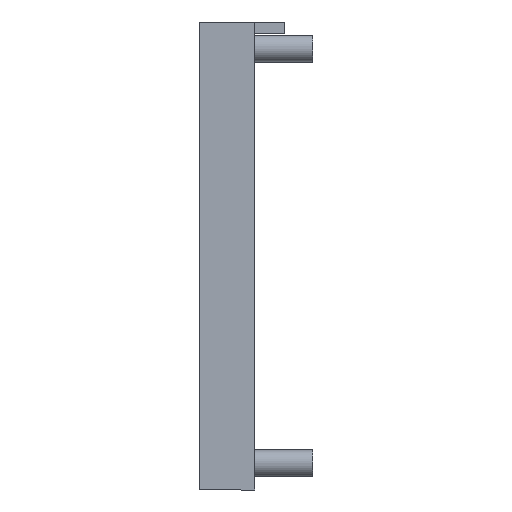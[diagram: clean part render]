
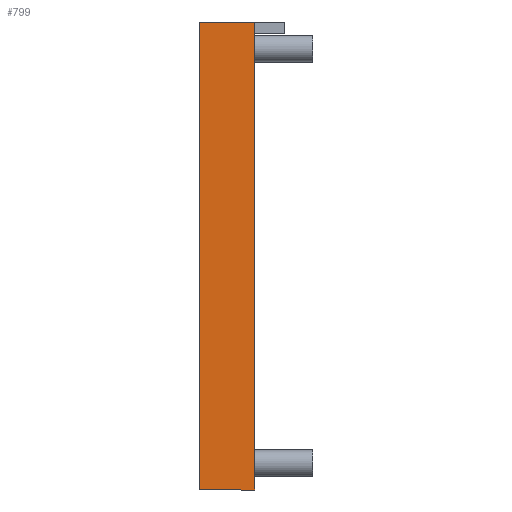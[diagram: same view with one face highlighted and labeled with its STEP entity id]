
A CAD part, left-side view. The second image highlights one B-rep face of the part: STEP entity #799.
In plain terms, the highlighted planar face has unit normal (-1, 0, 0).
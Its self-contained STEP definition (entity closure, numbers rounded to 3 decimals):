
#123 = LINE ( 'NONE', #1903, #3259 ) ;
#221 = ORIENTED_EDGE ( 'NONE', *, *, #1227, .T. ) ;
#225 = LINE ( 'NONE', #718, #2159 ) ;
#551 = CARTESIAN_POINT ( 'NONE',  ( -109.5, -10., 52.5 ) ) ;
#718 = CARTESIAN_POINT ( 'NONE',  ( -109.5, 2.5, -52.5 ) ) ;
#799 = ADVANCED_FACE ( 'NONE', ( #2508 ), #4720, .F. ) ;
#1032 = AXIS2_PLACEMENT_3D ( 'NONE', #3340, #3370, #5656 ) ;
#1067 = ORIENTED_EDGE ( 'NONE', *, *, #1090, .F. ) ;
#1090 = EDGE_CURVE ( 'NONE', #1123, #3741, #5065, .T. ) ;
#1123 = VERTEX_POINT ( 'NONE', #551 ) ;
#1227 = EDGE_CURVE ( 'NONE', #3309, #3741, #225, .T. ) ;
#1232 = CARTESIAN_POINT ( 'NONE',  ( -109.5, 2.5, -52.5 ) ) ;
#1376 = CARTESIAN_POINT ( 'NONE',  ( -109.5, 2.5, -52.5 ) ) ;
#1397 = DIRECTION ( 'NONE',  ( 0., 0., -1. ) ) ;
#1437 = DIRECTION ( 'NONE',  ( 0., -1., 0. ) ) ;
#1692 = VECTOR ( 'NONE', #1397, 1000. ) ;
#1903 = CARTESIAN_POINT ( 'NONE',  ( -109.5, 2.5, 52.5 ) ) ;
#2003 = DIRECTION ( 'NONE',  ( 0., -1., 0. ) ) ;
#2159 = VECTOR ( 'NONE', #2003, 1000. ) ;
#2501 = CARTESIAN_POINT ( 'NONE',  ( -109.5, 2.5, 52.5 ) ) ;
#2508 = FACE_OUTER_BOUND ( 'NONE', #3483, .T. ) ;
#3116 = VECTOR ( 'NONE', #4875, 1000. ) ;
#3144 = EDGE_CURVE ( 'NONE', #3309, #4590, #4338, .T. ) ;
#3190 = CARTESIAN_POINT ( 'NONE',  ( -109.5, -10., -52.5 ) ) ;
#3259 = VECTOR ( 'NONE', #1437, 1000. ) ;
#3309 = VERTEX_POINT ( 'NONE', #1376 ) ;
#3340 = CARTESIAN_POINT ( 'NONE',  ( -109.5, 2.5, -52.5 ) ) ;
#3370 = DIRECTION ( 'NONE',  ( 1., 0., 0. ) ) ;
#3410 = ORIENTED_EDGE ( 'NONE', *, *, #5277, .F. ) ;
#3483 = EDGE_LOOP ( 'NONE', ( #221, #1067, #3410, #3955 ) ) ;
#3741 = VERTEX_POINT ( 'NONE', #4204 ) ;
#3955 = ORIENTED_EDGE ( 'NONE', *, *, #3144, .F. ) ;
#4204 = CARTESIAN_POINT ( 'NONE',  ( -109.5, -10., -52.5 ) ) ;
#4338 = LINE ( 'NONE', #1232, #3116 ) ;
#4590 = VERTEX_POINT ( 'NONE', #2501 ) ;
#4720 = PLANE ( 'NONE',  #1032 ) ;
#4875 = DIRECTION ( 'NONE',  ( 0., 0., 1. ) ) ;
#5065 = LINE ( 'NONE', #3190, #1692 ) ;
#5277 = EDGE_CURVE ( 'NONE', #4590, #1123, #123, .T. ) ;
#5656 = DIRECTION ( 'NONE',  ( 0., 0., -1. ) ) ;
